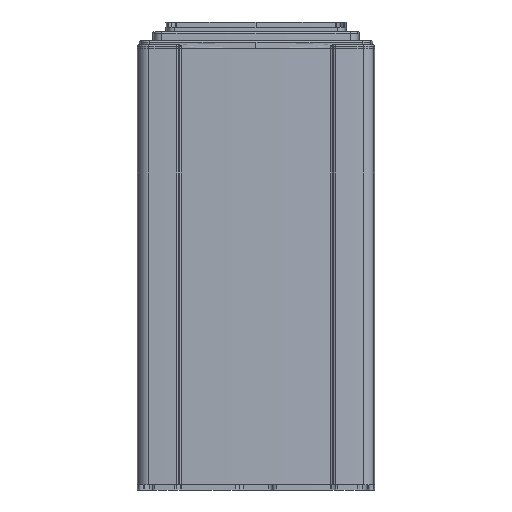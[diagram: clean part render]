
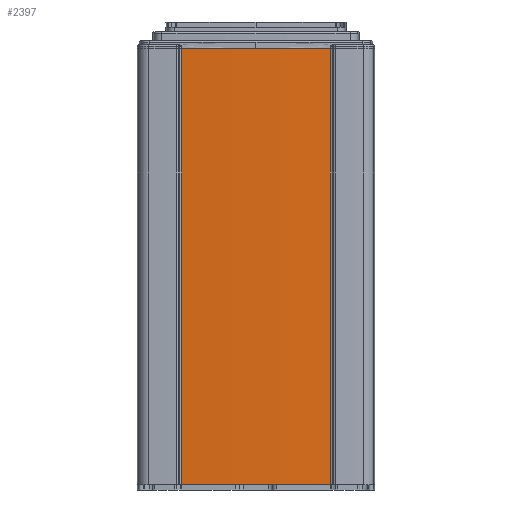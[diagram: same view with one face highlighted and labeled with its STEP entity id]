
A CAD part, left-side view. The second image highlights one B-rep face of the part: STEP entity #2397.
In plain terms, the highlighted cylindrical face has radius 1126.25 mm (diameter 2252.5 mm), a partial arc.
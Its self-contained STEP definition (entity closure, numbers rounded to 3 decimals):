
#639 = EDGE_CURVE ( 'NONE', #15691, #19328, #1884, .T. ) ;
#1340 = ORIENTED_EDGE ( 'NONE', *, *, #2449, .F. ) ;
#1395 = CARTESIAN_POINT ( 'NONE',  ( -73.622, 55.691, -342.1 ) ) ;
#1884 = LINE ( 'NONE', #12110, #16411 ) ;
#2397 = ADVANCED_FACE ( 'NONE', ( #6341 ), #16885, .T. ) ;
#2420 = EDGE_CURVE ( 'NONE', #10423, #15691, #3093, .T. ) ;
#2449 = EDGE_CURVE ( 'NONE', #10423, #8390, #18623, .T. ) ;
#2790 = DIRECTION ( 'NONE',  ( 1., 0., 0. ) ) ;
#3093 = CIRCLE ( 'NONE', #11447, 1126.25 ) ;
#3330 = VECTOR ( 'NONE', #14221, 1000. ) ;
#4465 = CARTESIAN_POINT ( 'NONE',  ( 1051.25, 0., -342.1 ) ) ;
#5833 = CARTESIAN_POINT ( 'NONE',  ( -73.622, -55.691, -342.1 ) ) ;
#6341 = FACE_OUTER_BOUND ( 'NONE', #12479, .T. ) ;
#7377 = ORIENTED_EDGE ( 'NONE', *, *, #2420, .T. ) ;
#7750 = DIRECTION ( 'NONE',  ( 1., 0., 0. ) ) ;
#8202 = DIRECTION ( 'NONE',  ( 0., 0., 1. ) ) ;
#8390 = VERTEX_POINT ( 'NONE', #18902 ) ;
#8806 = ORIENTED_EDGE ( 'NONE', *, *, #19987, .F. ) ;
#10423 = VERTEX_POINT ( 'NONE', #11698 ) ;
#10704 = DIRECTION ( 'NONE',  ( 0., 0., 1. ) ) ;
#11447 = AXIS2_PLACEMENT_3D ( 'NONE', #17152, #12388, #7750 ) ;
#11698 = CARTESIAN_POINT ( 'NONE',  ( -73.622, 55.691, -342.1 ) ) ;
#11909 = AXIS2_PLACEMENT_3D ( 'NONE', #18703, #10704, #20470 ) ;
#12110 = CARTESIAN_POINT ( 'NONE',  ( -73.622, -55.691, -342.1 ) ) ;
#12388 = DIRECTION ( 'NONE',  ( 0., 0., 1. ) ) ;
#12479 = EDGE_LOOP ( 'NONE', ( #8806, #1340, #7377, #18527 ) ) ;
#14221 = DIRECTION ( 'NONE',  ( 0., 0., 1. ) ) ;
#15691 = VERTEX_POINT ( 'NONE', #5833 ) ;
#16411 = VECTOR ( 'NONE', #8202, 1000. ) ;
#16885 = CYLINDRICAL_SURFACE ( 'NONE', #18295, 1126.25 ) ;
#17152 = CARTESIAN_POINT ( 'NONE',  ( 1051.25, 0., -342.1 ) ) ;
#18295 = AXIS2_PLACEMENT_3D ( 'NONE', #4465, #18963, #2790 ) ;
#18527 = ORIENTED_EDGE ( 'NONE', *, *, #639, .T. ) ;
#18550 = CIRCLE ( 'NONE', #11909, 1126.25 ) ;
#18623 = LINE ( 'NONE', #1395, #3330 ) ;
#18703 = CARTESIAN_POINT ( 'NONE',  ( 1051.25, 0., -16.1 ) ) ;
#18902 = CARTESIAN_POINT ( 'NONE',  ( -73.622, 55.691, -16.1 ) ) ;
#18963 = DIRECTION ( 'NONE',  ( 0., 0., 1. ) ) ;
#19328 = VERTEX_POINT ( 'NONE', #19735 ) ;
#19735 = CARTESIAN_POINT ( 'NONE',  ( -73.622, -55.691, -16.1 ) ) ;
#19987 = EDGE_CURVE ( 'NONE', #8390, #19328, #18550, .T. ) ;
#20470 = DIRECTION ( 'NONE',  ( 1., 0., 0. ) ) ;
